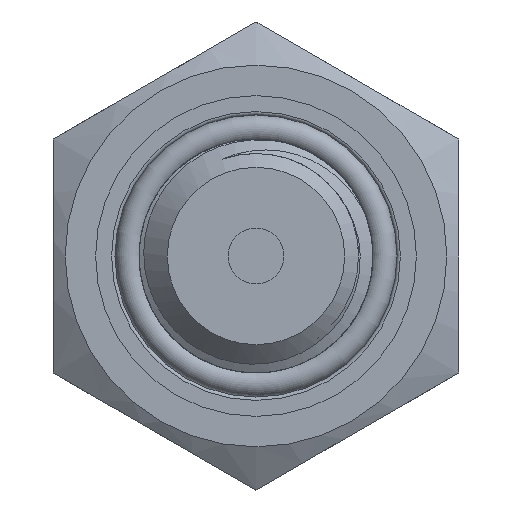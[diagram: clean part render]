
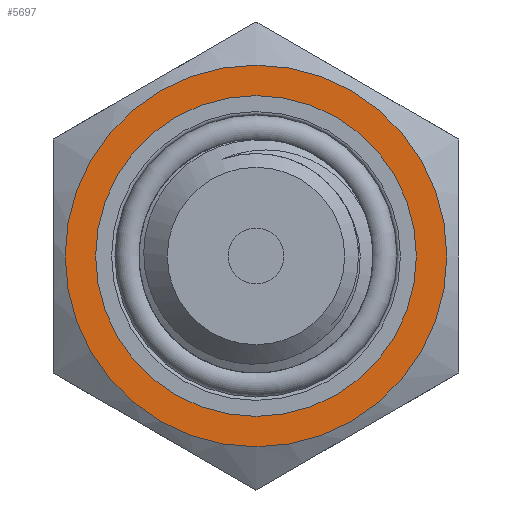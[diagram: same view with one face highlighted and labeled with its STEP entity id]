
A CAD part, left-side view. The second image highlights one B-rep face of the part: STEP entity #5697.
In plain terms, the highlighted planar face has unit normal (-1, 0, 0).
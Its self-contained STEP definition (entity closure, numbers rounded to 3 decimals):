
#313=FACE_BOUND('',#1016,.T.);
#349=PLANE('',#5908);
#662=FACE_OUTER_BOUND('',#1015,.T.);
#1015=EDGE_LOOP('',(#5190));
#1016=EDGE_LOOP('',(#5191));
#1103=CIRCLE('',#5888,11.3);
#1111=CIRCLE('',#5907,9.5);
#2697=VERTEX_POINT('',#13289);
#2716=VERTEX_POINT('',#14858);
#3516=EDGE_CURVE('',#2697,#2697,#1103,.T.);
#3550=EDGE_CURVE('',#2716,#2716,#1111,.T.);
#5190=ORIENTED_EDGE('',*,*,#3516,.T.);
#5191=ORIENTED_EDGE('',*,*,#3550,.T.);
#5697=ADVANCED_FACE('',(#662,#313),#349,.T.);
#5888=AXIS2_PLACEMENT_3D('',#13290,#6470,#6471);
#5907=AXIS2_PLACEMENT_3D('',#14859,#6517,#6518);
#5908=AXIS2_PLACEMENT_3D('',#14861,#6520,#6521);
#6470=DIRECTION('center_axis',(-1.,0.,0.));
#6471=DIRECTION('ref_axis',(0.,1.,0.));
#6517=DIRECTION('center_axis',(1.,0.,0.));
#6518=DIRECTION('ref_axis',(0.,0.,-1.));
#6520=DIRECTION('center_axis',(-1.,0.,0.));
#6521=DIRECTION('ref_axis',(0.,0.,1.));
#13289=CARTESIAN_POINT('',(14.,-11.3,0.));
#13290=CARTESIAN_POINT('Origin',(14.,0.,0.));
#14858=CARTESIAN_POINT('',(14.,-9.5,0.));
#14859=CARTESIAN_POINT('Origin',(14.,0.,0.));
#14861=CARTESIAN_POINT('Origin',(14.,12.,0.));
